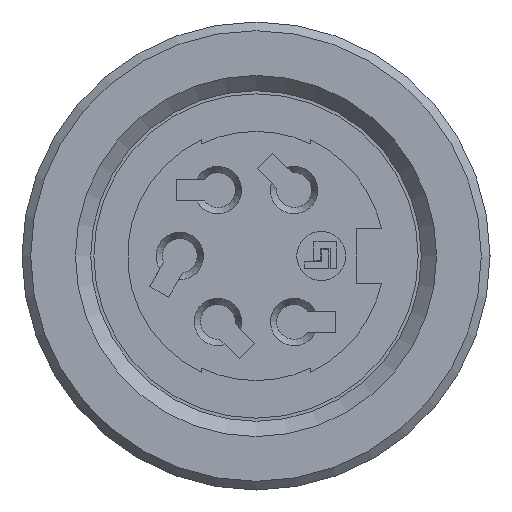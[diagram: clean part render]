
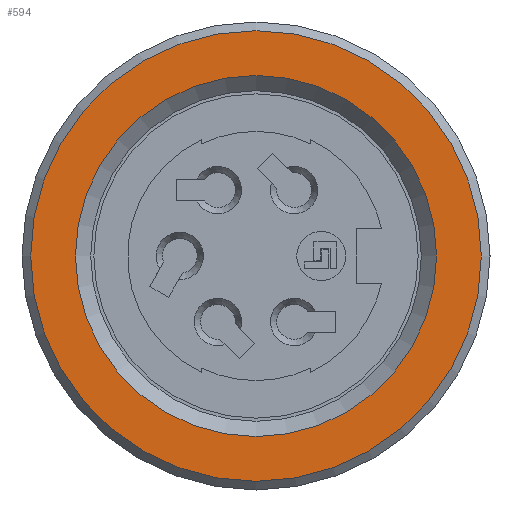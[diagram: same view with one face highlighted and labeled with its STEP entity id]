
A CAD part, left-side view. The second image highlights one B-rep face of the part: STEP entity #594.
In plain terms, the highlighted planar face has unit normal (-1, 0, 0).
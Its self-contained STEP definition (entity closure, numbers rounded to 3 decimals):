
#594=ADVANCED_FACE('',(#947,#813),#728,.T.);
#728=PLANE('',#2448);
#813=FACE_OUTER_BOUND('',#1003,.T.);
#947=FACE_BOUND('',#1002,.T.);
#1002=EDGE_LOOP('',(#1188));
#1003=EDGE_LOOP('',(#1189));
#1188=ORIENTED_EDGE('',*,*,#2044,.T.);
#1189=ORIENTED_EDGE('',*,*,#2043,.F.);
#1822=VERTEX_POINT('',#3366);
#1823=VERTEX_POINT('',#3369);
#2043=EDGE_CURVE('',#1822,#1822,#2351,.T.);
#2044=EDGE_CURVE('',#1823,#1823,#2352,.T.);
#2351=CIRCLE('',#2445,10.35);
#2352=CIRCLE('',#2447,8.294);
#2445=AXIS2_PLACEMENT_3D('',#3365,#2699,#2700);
#2447=AXIS2_PLACEMENT_3D('',#3368,#2703,#2704);
#2448=AXIS2_PLACEMENT_3D('',#3370,#2705,#2706);
#2699=DIRECTION('',(1.,0.,0.));
#2700=DIRECTION('',(0.,0.,-1.));
#2703=DIRECTION('',(1.,0.,0.));
#2704=DIRECTION('',(0.,0.,1.));
#2705=DIRECTION('',(-1.,0.,0.));
#2706=DIRECTION('',(0.,0.,1.));
#3365=CARTESIAN_POINT('',(-8.9,0.,0.));
#3366=CARTESIAN_POINT('',(-8.9,0.,-10.35));
#3368=CARTESIAN_POINT('',(-8.9,0.,0.));
#3369=CARTESIAN_POINT('',(-8.9,0.,8.294));
#3370=CARTESIAN_POINT('',(-8.9,0.,0.));
